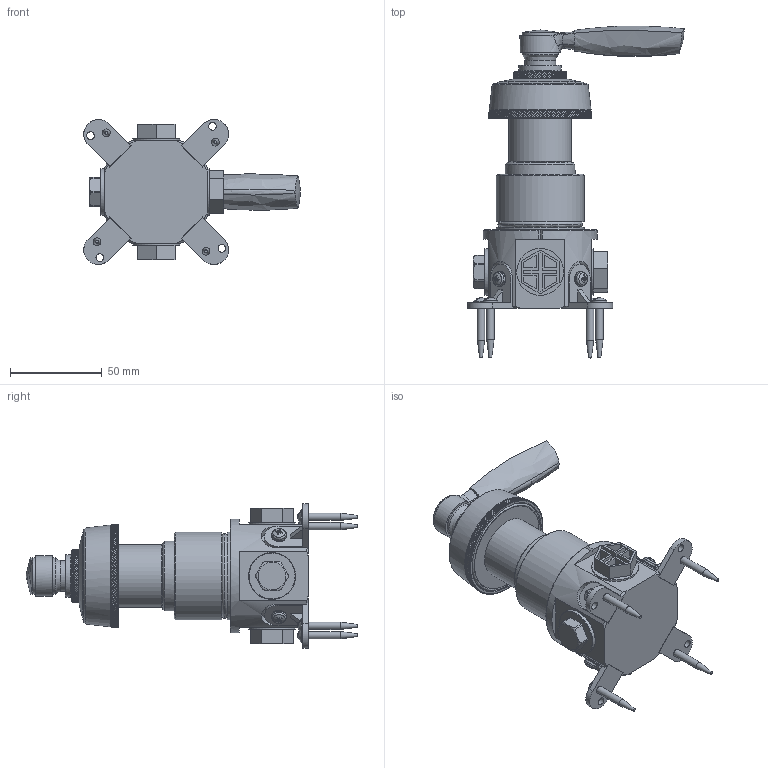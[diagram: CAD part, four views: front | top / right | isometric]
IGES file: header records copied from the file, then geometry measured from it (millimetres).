
Global section: file name: T1068-LB; native system: Autodesk Inventor 2020; preprocessor: unknown; author: adaniels; date: 20200520.113505; units: millimetre
Bounding box: 117.96 x 180.82 x 78.93 mm (x, y, z)
Volume: 255980.9 mm3; surface area: 121187.3 mm2
Topology: 46 solids, 46 shells, 7227 faces, 16491 edges, 9469 vertices
Faces by surface type: bspline 7227
